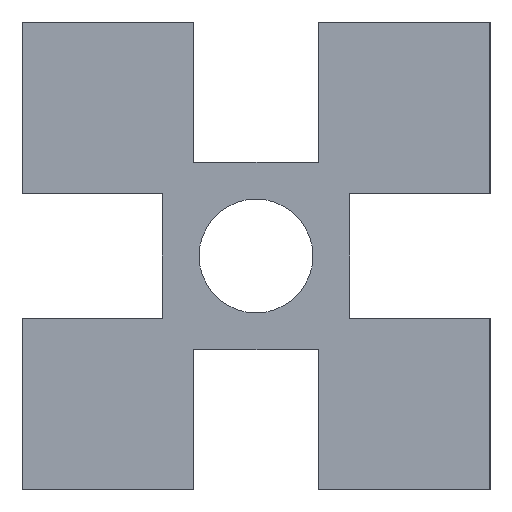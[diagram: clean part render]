
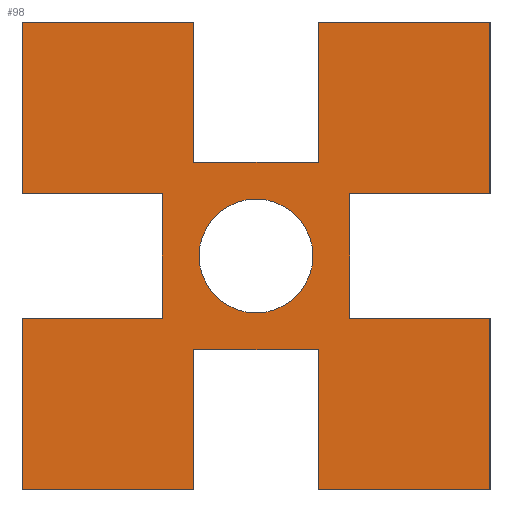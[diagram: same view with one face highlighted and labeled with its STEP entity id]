
A CAD part, left-side view. The second image highlights one B-rep face of the part: STEP entity #98.
In plain terms, the highlighted planar face has unit normal (-1, 0, 0).
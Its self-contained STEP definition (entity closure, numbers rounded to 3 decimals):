
#98=ADVANCED_FACE('',(#147,#148),#149,.F.);
#147=FACE_BOUND('',#197,.T.);
#148=FACE_OUTER_BOUND('',#198,.T.);
#149=PLANE('',#199);
#197=EDGE_LOOP('',(#379,#380));
#198=EDGE_LOOP('',(#381,#382,#383,#384,#385,#386,#387,#388,#389,#390,#391,#392,#393,#394,#395,#396,#397,#398,#399,#400));
#199=AXIS2_PLACEMENT_3D('',#401,#402,#403);
#379=ORIENTED_EDGE('',*,*,#407,.T.);
#380=ORIENTED_EDGE('',*,*,#408,.T.);
#381=ORIENTED_EDGE('',*,*,#469,.T.);
#382=ORIENTED_EDGE('',*,*,#412,.T.);
#383=ORIENTED_EDGE('',*,*,#416,.T.);
#384=ORIENTED_EDGE('',*,*,#419,.T.);
#385=ORIENTED_EDGE('',*,*,#422,.T.);
#386=ORIENTED_EDGE('',*,*,#425,.T.);
#387=ORIENTED_EDGE('',*,*,#428,.T.);
#388=ORIENTED_EDGE('',*,*,#431,.T.);
#389=ORIENTED_EDGE('',*,*,#434,.T.);
#390=ORIENTED_EDGE('',*,*,#437,.T.);
#391=ORIENTED_EDGE('',*,*,#440,.T.);
#392=ORIENTED_EDGE('',*,*,#443,.T.);
#393=ORIENTED_EDGE('',*,*,#446,.T.);
#394=ORIENTED_EDGE('',*,*,#449,.T.);
#395=ORIENTED_EDGE('',*,*,#452,.T.);
#396=ORIENTED_EDGE('',*,*,#455,.T.);
#397=ORIENTED_EDGE('',*,*,#458,.T.);
#398=ORIENTED_EDGE('',*,*,#461,.T.);
#399=ORIENTED_EDGE('',*,*,#464,.T.);
#400=ORIENTED_EDGE('',*,*,#467,.T.);
#401=CARTESIAN_POINT('',(0.0,0.,0.));
#402=DIRECTION('',(1.0,0.0,0.0));
#403=DIRECTION('',(0.0,0.0,-1.0));
#407=EDGE_CURVE('',#471,#475,#477,.T.);
#408=EDGE_CURVE('',#475,#471,#478,.T.);
#412=EDGE_CURVE('',#485,#483,#486,.T.);
#416=EDGE_CURVE('',#483,#490,#492,.T.);
#419=EDGE_CURVE('',#490,#495,#497,.T.);
#422=EDGE_CURVE('',#495,#500,#502,.T.);
#425=EDGE_CURVE('',#500,#505,#507,.T.);
#428=EDGE_CURVE('',#505,#510,#512,.T.);
#431=EDGE_CURVE('',#510,#515,#517,.T.);
#434=EDGE_CURVE('',#515,#520,#522,.T.);
#437=EDGE_CURVE('',#520,#525,#527,.T.);
#440=EDGE_CURVE('',#525,#530,#532,.T.);
#443=EDGE_CURVE('',#530,#535,#537,.T.);
#446=EDGE_CURVE('',#535,#540,#542,.T.);
#449=EDGE_CURVE('',#540,#545,#547,.T.);
#452=EDGE_CURVE('',#545,#550,#552,.T.);
#455=EDGE_CURVE('',#550,#555,#557,.T.);
#458=EDGE_CURVE('',#555,#560,#562,.T.);
#461=EDGE_CURVE('',#560,#565,#567,.T.);
#464=EDGE_CURVE('',#565,#570,#572,.T.);
#467=EDGE_CURVE('',#570,#575,#577,.T.);
#469=EDGE_CURVE('',#575,#485,#579,.T.);
#471=VERTEX_POINT('',#581);
#475=VERTEX_POINT('',#586);
#477=CIRCLE('',#589,3.65);
#478=CIRCLE('',#590,3.65);
#483=VERTEX_POINT('',#596);
#485=VERTEX_POINT('',#599);
#486=LINE('',#600,#601);
#490=VERTEX_POINT('',#607);
#492=LINE('',#610,#611);
#495=VERTEX_POINT('',#615);
#497=LINE('',#618,#619);
#500=VERTEX_POINT('',#623);
#502=LINE('',#626,#627);
#505=VERTEX_POINT('',#631);
#507=LINE('',#634,#635);
#510=VERTEX_POINT('',#639);
#512=LINE('',#642,#643);
#515=VERTEX_POINT('',#647);
#517=LINE('',#650,#651);
#520=VERTEX_POINT('',#655);
#522=LINE('',#658,#659);
#525=VERTEX_POINT('',#663);
#527=LINE('',#666,#667);
#530=VERTEX_POINT('',#671);
#532=LINE('',#674,#675);
#535=VERTEX_POINT('',#679);
#537=LINE('',#682,#683);
#540=VERTEX_POINT('',#687);
#542=LINE('',#690,#691);
#545=VERTEX_POINT('',#695);
#547=LINE('',#698,#699);
#550=VERTEX_POINT('',#703);
#552=LINE('',#706,#707);
#555=VERTEX_POINT('',#711);
#557=LINE('',#714,#715);
#560=VERTEX_POINT('',#719);
#562=LINE('',#722,#723);
#565=VERTEX_POINT('',#727);
#567=LINE('',#730,#731);
#570=VERTEX_POINT('',#735);
#572=LINE('',#738,#739);
#575=VERTEX_POINT('',#743);
#577=LINE('',#746,#747);
#579=LINE('',#750,#751);
#581=CARTESIAN_POINT('',(0.0,0.0,-3.65));
#586=CARTESIAN_POINT('',(0.0,0.,3.65));
#589=AXIS2_PLACEMENT_3D('',#757,#758,#759);
#590=AXIS2_PLACEMENT_3D('',#760,#761,#762);
#596=CARTESIAN_POINT('',(0.0,-4.0,6.0));
#599=CARTESIAN_POINT('',(0.0,-4.0,15.0));
#600=CARTESIAN_POINT('',(0.0,-4.0,15.0));
#601=VECTOR('',#768,1.0);
#607=CARTESIAN_POINT('',(0.0,4.0,6.0));
#610=CARTESIAN_POINT('',(0.0,-4.0,6.0));
#611=VECTOR('',#772,1.0);
#615=CARTESIAN_POINT('',(0.0,4.0,15.0));
#618=CARTESIAN_POINT('',(0.0,4.0,6.0));
#619=VECTOR('',#775,1.0);
#623=CARTESIAN_POINT('',(0.0,15.0,15.0));
#626=CARTESIAN_POINT('',(0.0,4.0,15.0));
#627=VECTOR('',#778,1.0);
#631=CARTESIAN_POINT('',(0.0,15.0,4.0));
#634=CARTESIAN_POINT('',(0.0,15.0,15.0));
#635=VECTOR('',#781,1.0);
#639=CARTESIAN_POINT('',(0.0,6.0,4.0));
#642=CARTESIAN_POINT('',(0.0,15.0,4.0));
#643=VECTOR('',#784,1.0);
#647=CARTESIAN_POINT('',(0.0,6.0,-4.0));
#650=CARTESIAN_POINT('',(0.0,6.0,4.0));
#651=VECTOR('',#787,1.0);
#655=CARTESIAN_POINT('',(0.0,15.0,-4.0));
#658=CARTESIAN_POINT('',(0.0,6.0,-4.0));
#659=VECTOR('',#790,1.0);
#663=CARTESIAN_POINT('',(0.0,15.0,-15.0));
#666=CARTESIAN_POINT('',(0.0,15.0,-4.0));
#667=VECTOR('',#793,1.0);
#671=CARTESIAN_POINT('',(0.0,4.0,-15.0));
#674=CARTESIAN_POINT('',(0.0,15.0,-15.0));
#675=VECTOR('',#796,1.0);
#679=CARTESIAN_POINT('',(0.0,4.0,-6.0));
#682=CARTESIAN_POINT('',(0.0,4.0,-15.0));
#683=VECTOR('',#799,1.0);
#687=CARTESIAN_POINT('',(0.0,-4.0,-6.0));
#690=CARTESIAN_POINT('',(0.0,4.0,-6.0));
#691=VECTOR('',#802,1.0);
#695=CARTESIAN_POINT('',(0.0,-4.0,-15.0));
#698=CARTESIAN_POINT('',(0.0,-4.0,-6.0));
#699=VECTOR('',#805,1.0);
#703=CARTESIAN_POINT('',(0.0,-15.0,-15.0));
#706=CARTESIAN_POINT('',(0.0,-4.0,-15.0));
#707=VECTOR('',#808,1.0);
#711=CARTESIAN_POINT('',(0.0,-15.0,-4.0));
#714=CARTESIAN_POINT('',(0.0,-15.0,-15.0));
#715=VECTOR('',#811,1.0);
#719=CARTESIAN_POINT('',(0.0,-6.0,-4.0));
#722=CARTESIAN_POINT('',(0.0,-15.0,-4.0));
#723=VECTOR('',#814,1.0);
#727=CARTESIAN_POINT('',(0.0,-6.0,4.0));
#730=CARTESIAN_POINT('',(0.0,-6.0,-4.0));
#731=VECTOR('',#817,1.0);
#735=CARTESIAN_POINT('',(0.0,-15.0,4.0));
#738=CARTESIAN_POINT('',(0.0,-6.0,4.0));
#739=VECTOR('',#820,1.0);
#743=CARTESIAN_POINT('',(0.0,-15.0,15.0));
#746=CARTESIAN_POINT('',(0.0,-15.0,4.0));
#747=VECTOR('',#823,1.0);
#750=CARTESIAN_POINT('',(0.0,-15.0,15.0));
#751=VECTOR('',#825,1.0);
#757=CARTESIAN_POINT('',(0.0,0.0,0.0));
#758=DIRECTION('',(1.0,0.0,0.0));
#759=DIRECTION('',(0.0,0.0,-1.0));
#760=CARTESIAN_POINT('',(0.0,0.0,0.0));
#761=DIRECTION('',(1.0,0.0,0.0));
#762=DIRECTION('',(0.0,0.0,-1.0));
#768=DIRECTION('',(0.0,0.0,-1.0));
#772=DIRECTION('',(0.0,1.0,0.0));
#775=DIRECTION('',(0.0,0.0,1.0));
#778=DIRECTION('',(0.0,1.0,0.0));
#781=DIRECTION('',(0.0,0.0,-1.0));
#784=DIRECTION('',(0.0,-1.0,0.0));
#787=DIRECTION('',(0.0,0.0,-1.0));
#790=DIRECTION('',(0.0,1.0,0.0));
#793=DIRECTION('',(0.0,0.0,-1.0));
#796=DIRECTION('',(0.0,-1.0,0.0));
#799=DIRECTION('',(0.0,0.0,1.0));
#802=DIRECTION('',(0.0,-1.0,0.0));
#805=DIRECTION('',(0.0,0.0,-1.0));
#808=DIRECTION('',(0.0,-1.0,0.0));
#811=DIRECTION('',(0.0,0.0,1.0));
#814=DIRECTION('',(0.0,1.0,0.0));
#817=DIRECTION('',(0.0,0.0,1.0));
#820=DIRECTION('',(0.0,-1.0,0.0));
#823=DIRECTION('',(0.0,0.0,1.0));
#825=DIRECTION('',(0.0,1.0,0.0));
